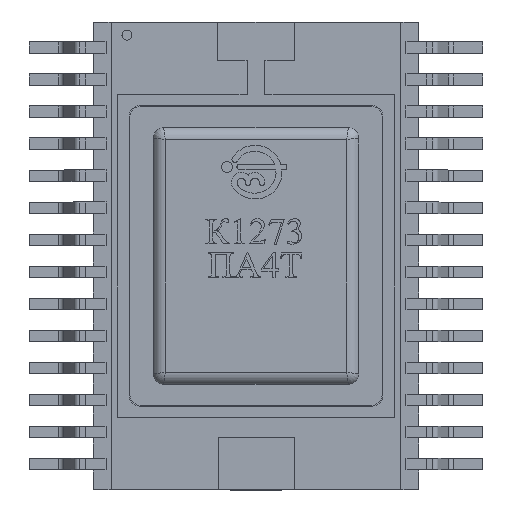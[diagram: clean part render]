
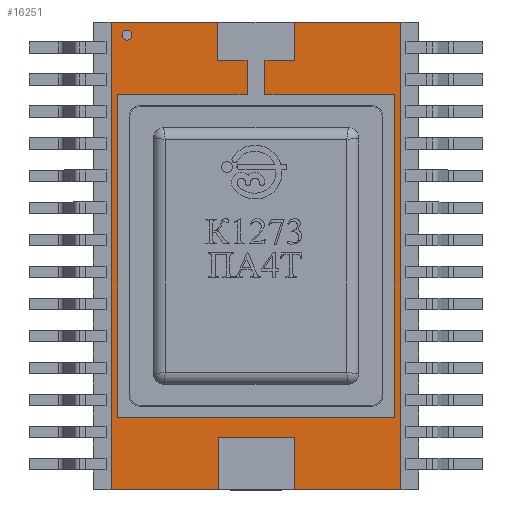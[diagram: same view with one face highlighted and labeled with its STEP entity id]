
A CAD part, top view. The second image highlights one B-rep face of the part: STEP entity #16251.
In plain terms, the highlighted planar face has unit normal (0, 0, 1).
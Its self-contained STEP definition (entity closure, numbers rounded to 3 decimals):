
#293=LINE('',#21707,#1728);
#294=LINE('',#21710,#1729);
#295=LINE('',#21712,#1730);
#296=LINE('',#21714,#1731);
#297=LINE('',#21716,#1732);
#298=LINE('',#21718,#1733);
#299=LINE('',#21720,#1734);
#300=LINE('',#21722,#1735);
#301=LINE('',#21724,#1736);
#302=LINE('',#21726,#1737);
#303=LINE('',#21728,#1738);
#304=LINE('',#21730,#1739);
#305=LINE('',#21732,#1740);
#306=LINE('',#21734,#1741);
#307=LINE('',#21736,#1742);
#308=LINE('',#21738,#1743);
#309=LINE('',#21740,#1744);
#310=LINE('',#21742,#1745);
#311=LINE('',#21744,#1746);
#312=LINE('',#21746,#1747);
#1728=VECTOR('',#17943,1000.);
#1729=VECTOR('',#17944,1000.);
#1730=VECTOR('',#17945,1000.);
#1731=VECTOR('',#17946,1000.);
#1732=VECTOR('',#17947,1000.);
#1733=VECTOR('',#17948,1000.);
#1734=VECTOR('',#17949,1000.);
#1735=VECTOR('',#17950,1000.);
#1736=VECTOR('',#17951,1000.);
#1737=VECTOR('',#17952,1000.);
#1738=VECTOR('',#17953,1000.);
#1739=VECTOR('',#17954,1000.);
#1740=VECTOR('',#17955,1000.);
#1741=VECTOR('',#17956,1000.);
#1742=VECTOR('',#17957,1000.);
#1743=VECTOR('',#17958,1000.);
#1744=VECTOR('',#17959,1000.);
#1745=VECTOR('',#17960,1000.);
#1746=VECTOR('',#17961,1000.);
#1747=VECTOR('',#17962,1000.);
#3098=CIRCLE('',#16921,0.196);
#3509=ORIENTED_EDGE('',*,*,#7098,.T.);
#3510=ORIENTED_EDGE('',*,*,#7099,.T.);
#3511=ORIENTED_EDGE('',*,*,#7100,.T.);
#3512=ORIENTED_EDGE('',*,*,#7101,.T.);
#3513=ORIENTED_EDGE('',*,*,#7102,.T.);
#3514=ORIENTED_EDGE('',*,*,#7103,.F.);
#3515=ORIENTED_EDGE('',*,*,#7104,.F.);
#3516=ORIENTED_EDGE('',*,*,#7105,.T.);
#3517=ORIENTED_EDGE('',*,*,#7106,.F.);
#3518=ORIENTED_EDGE('',*,*,#7107,.F.);
#3519=ORIENTED_EDGE('',*,*,#7108,.F.);
#3520=ORIENTED_EDGE('',*,*,#7109,.F.);
#3521=ORIENTED_EDGE('',*,*,#7110,.F.);
#3522=ORIENTED_EDGE('',*,*,#7111,.T.);
#3523=ORIENTED_EDGE('',*,*,#7112,.F.);
#3524=ORIENTED_EDGE('',*,*,#7113,.F.);
#3525=ORIENTED_EDGE('',*,*,#7114,.T.);
#3526=ORIENTED_EDGE('',*,*,#7115,.T.);
#3527=ORIENTED_EDGE('',*,*,#7116,.T.);
#3528=ORIENTED_EDGE('',*,*,#7117,.F.);
#3529=ORIENTED_EDGE('',*,*,#7118,.T.);
#7098=EDGE_CURVE('',#8892,#8892,#3098,.T.);
#7099=EDGE_CURVE('',#8893,#8894,#293,.T.);
#7100=EDGE_CURVE('',#8894,#8895,#294,.T.);
#7101=EDGE_CURVE('',#8895,#8896,#295,.T.);
#7102=EDGE_CURVE('',#8896,#8897,#296,.T.);
#7103=EDGE_CURVE('',#8898,#8897,#297,.T.);
#7104=EDGE_CURVE('',#8899,#8898,#298,.T.);
#7105=EDGE_CURVE('',#8899,#8900,#299,.T.);
#7106=EDGE_CURVE('',#8901,#8900,#300,.T.);
#7107=EDGE_CURVE('',#8902,#8901,#301,.T.);
#7108=EDGE_CURVE('',#8903,#8902,#302,.T.);
#7109=EDGE_CURVE('',#8904,#8903,#303,.T.);
#7110=EDGE_CURVE('',#8905,#8904,#304,.T.);
#7111=EDGE_CURVE('',#8905,#8906,#305,.T.);
#7112=EDGE_CURVE('',#8907,#8906,#306,.T.);
#7113=EDGE_CURVE('',#8908,#8907,#307,.T.);
#7114=EDGE_CURVE('',#8908,#8909,#308,.T.);
#7115=EDGE_CURVE('',#8909,#8910,#309,.T.);
#7116=EDGE_CURVE('',#8910,#8911,#310,.T.);
#7117=EDGE_CURVE('',#8912,#8911,#311,.T.);
#7118=EDGE_CURVE('',#8912,#8893,#312,.T.);
#8892=VERTEX_POINT('',#21706);
#8893=VERTEX_POINT('',#21708);
#8894=VERTEX_POINT('',#21709);
#8895=VERTEX_POINT('',#21711);
#8896=VERTEX_POINT('',#21713);
#8897=VERTEX_POINT('',#21715);
#8898=VERTEX_POINT('',#21717);
#8899=VERTEX_POINT('',#21719);
#8900=VERTEX_POINT('',#21721);
#8901=VERTEX_POINT('',#21723);
#8902=VERTEX_POINT('',#21725);
#8903=VERTEX_POINT('',#21727);
#8904=VERTEX_POINT('',#21729);
#8905=VERTEX_POINT('',#21731);
#8906=VERTEX_POINT('',#21733);
#8907=VERTEX_POINT('',#21735);
#8908=VERTEX_POINT('',#21737);
#8909=VERTEX_POINT('',#21739);
#8910=VERTEX_POINT('',#21741);
#8911=VERTEX_POINT('',#21743);
#8912=VERTEX_POINT('',#21745);
#10010=EDGE_LOOP('',(#3509));
#10011=EDGE_LOOP('',(#3510,#3511,#3512,#3513,#3514,#3515,#3516,#3517,#3518,
#3519,#3520,#3521,#3522,#3523,#3524,#3525,#3526,#3527,#3528,#3529));
#10669=FACE_BOUND('',#10010,.T.);
#10670=FACE_BOUND('',#10011,.T.);
#11317=PLANE('',#16920);
#16251=ADVANCED_FACE('',(#10669,#10670),#11317,.T.);
#16920=AXIS2_PLACEMENT_3D('',#21704,#17939,#17940);
#16921=AXIS2_PLACEMENT_3D('',#21705,#17941,#17942);
#17939=DIRECTION('',(0.,0.,1.));
#17940=DIRECTION('',(1.,0.,0.));
#17941=DIRECTION('',(0.,0.,-1.));
#17942=DIRECTION('',(-1.,0.,0.));
#17943=DIRECTION('',(0.,-1.,0.));
#17944=DIRECTION('',(1.,0.,0.));
#17945=DIRECTION('',(0.,1.,0.));
#17946=DIRECTION('',(-1.,0.,0.));
#17947=DIRECTION('',(0.,1.,0.));
#17948=DIRECTION('',(1.,0.,0.));
#17949=DIRECTION('',(0.,-1.,0.));
#17950=DIRECTION('',(-1.,0.,0.));
#17951=DIRECTION('',(0.,1.,0.));
#17952=DIRECTION('',(1.,0.,0.));
#17953=DIRECTION('',(0.,-1.,0.));
#17954=DIRECTION('',(-1.,0.,0.));
#17955=DIRECTION('',(0.,1.,0.));
#17956=DIRECTION('',(1.,0.,0.));
#17957=DIRECTION('',(0.,-1.,0.));
#17958=DIRECTION('',(-1.,0.,0.));
#17959=DIRECTION('',(0.,-1.,0.));
#17960=DIRECTION('',(1.,0.,0.));
#17961=DIRECTION('',(0.,-1.,0.));
#17962=DIRECTION('',(1.,0.,0.));
#21704=CARTESIAN_POINT('',(0.,0.,2.067));
#21705=CARTESIAN_POINT('',(-5.033,8.613,2.067));
#21706=CARTESIAN_POINT('',(-5.229,8.613,2.067));
#21707=CARTESIAN_POINT('',(1.515,-7.092,2.067));
#21708=CARTESIAN_POINT('',(1.515,-7.092,2.067));
#21709=CARTESIAN_POINT('',(1.515,-9.125,2.067));
#21710=CARTESIAN_POINT('',(-5.65,-9.125,2.067));
#21711=CARTESIAN_POINT('',(5.65,-9.125,2.067));
#21712=CARTESIAN_POINT('',(5.65,9.125,2.067));
#21713=CARTESIAN_POINT('',(5.65,9.125,2.067));
#21714=CARTESIAN_POINT('',(5.65,9.125,2.067));
#21715=CARTESIAN_POINT('',(1.5,9.125,2.067));
#21716=CARTESIAN_POINT('',(1.5,7.625,2.067));
#21717=CARTESIAN_POINT('',(1.5,7.625,2.067));
#21718=CARTESIAN_POINT('',(0.35,7.625,2.067));
#21719=CARTESIAN_POINT('',(0.35,7.625,2.067));
#21720=CARTESIAN_POINT('',(0.35,7.625,2.067));
#21721=CARTESIAN_POINT('',(0.35,6.293,2.067));
#21722=CARTESIAN_POINT('',(-0.35,6.293,2.067));
#21723=CARTESIAN_POINT('',(5.399,6.293,2.067));
#21724=CARTESIAN_POINT('',(5.399,-6.293,2.067));
#21725=CARTESIAN_POINT('',(5.399,-6.293,2.067));
#21726=CARTESIAN_POINT('',(-5.399,-6.293,2.067));
#21727=CARTESIAN_POINT('',(-5.399,-6.293,2.067));
#21728=CARTESIAN_POINT('',(-5.399,6.293,2.067));
#21729=CARTESIAN_POINT('',(-5.399,6.293,2.067));
#21730=CARTESIAN_POINT('',(-0.35,6.293,2.067));
#21731=CARTESIAN_POINT('',(-0.35,6.293,2.067));
#21732=CARTESIAN_POINT('',(-0.35,6.293,2.067));
#21733=CARTESIAN_POINT('',(-0.35,7.625,2.067));
#21734=CARTESIAN_POINT('',(0.35,7.625,2.067));
#21735=CARTESIAN_POINT('',(-1.5,7.625,2.067));
#21736=CARTESIAN_POINT('',(-1.5,9.125,2.067));
#21737=CARTESIAN_POINT('',(-1.5,9.125,2.067));
#21738=CARTESIAN_POINT('',(5.65,9.125,2.067));
#21739=CARTESIAN_POINT('',(-5.65,9.125,2.067));
#21740=CARTESIAN_POINT('',(-5.65,9.125,2.067));
#21741=CARTESIAN_POINT('',(-5.65,-9.125,2.067));
#21742=CARTESIAN_POINT('',(-5.65,-9.125,2.067));
#21743=CARTESIAN_POINT('',(-1.468,-9.125,2.067));
#21744=CARTESIAN_POINT('',(-1.468,-9.125,2.067));
#21745=CARTESIAN_POINT('',(-1.468,-7.092,2.067));
#21746=CARTESIAN_POINT('',(-1.,-7.092,2.067));
